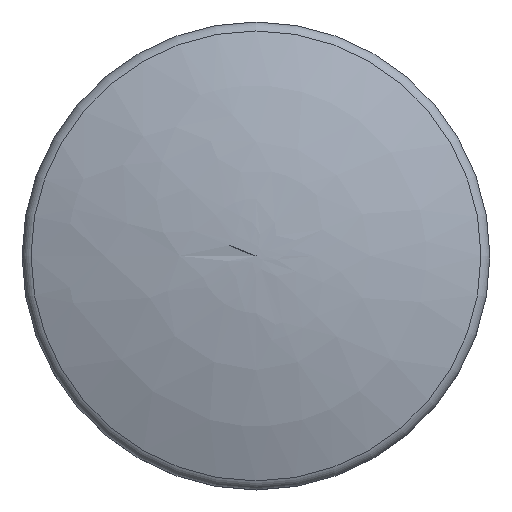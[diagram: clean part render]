
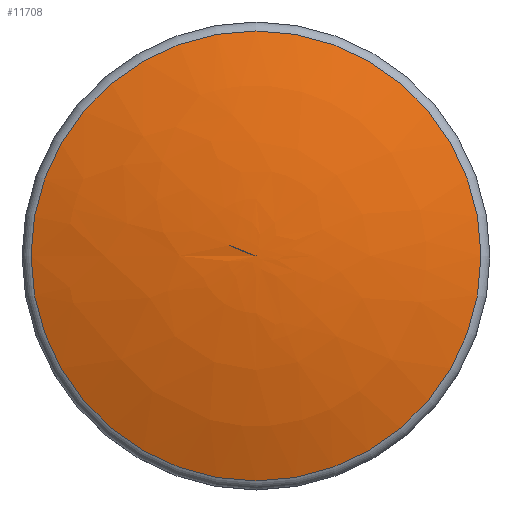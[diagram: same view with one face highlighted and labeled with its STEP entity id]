
A CAD part, top view. The second image highlights one B-rep face of the part: STEP entity #11708.
In plain terms, the highlighted free-form (B-spline) face has degree [2, 2] with [3, 9] control points.
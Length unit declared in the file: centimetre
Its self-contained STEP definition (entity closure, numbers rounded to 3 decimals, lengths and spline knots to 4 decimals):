
#722=(
BOUNDED_SURFACE()
B_SPLINE_SURFACE(2,2,((#16580,#16581,#16582,#16583,#16584,#16585,#16586,
#16587,#16588),(#16589,#16590,#16591,#16592,#16593,#16594,#16595,#16596,
#16597),(#16598,#16599,#16600,#16601,#16602,#16603,#16604,#16605,#16606)),
 .UNSPECIFIED.,.F.,.T.,.F.)
B_SPLINE_SURFACE_WITH_KNOTS((3,3),(3,2,2,2,3),(-1.5607,-1.2218),
(-3.1416,-1.5708,0.,1.5708,3.1416),
 .UNSPECIFIED.)
GEOMETRIC_REPRESENTATION_ITEM()
RATIONAL_B_SPLINE_SURFACE(((1.,0.707,1.,0.707,1.,
0.707,1.,0.707,1.),(0.986,0.697,
0.986,0.697,0.986,0.697,
0.986,0.697,0.986),(1.,0.707,
1.,0.707,1.,0.707,1.,0.707,1.)))
REPRESENTATION_ITEM('')
SURFACE()
);
#729=FACE_OUTER_BOUND('',#1361,.T.);
#1361=EDGE_LOOP('',(#7997,#7998,#7999));
#4639=CIRCLE('',#12362,1.1539);
#4640=CIRCLE('',#12363,3.478);
#4999=VERTEX_POINT('',#16577);
#5000=VERTEX_POINT('',#16607);
#6191=EDGE_CURVE('',#4999,#4999,#4639,.T.);
#6192=EDGE_CURVE('',#4999,#5000,#4640,.T.);
#7997=ORIENTED_EDGE('',*,*,#6191,.F.);
#7998=ORIENTED_EDGE('',*,*,#6192,.T.);
#7999=ORIENTED_EDGE('',*,*,#6192,.F.);
#11708=ADVANCED_FACE('',(#729),#722,.F.);
#12362=AXIS2_PLACEMENT_3D('',#16579,#13342,#13343);
#12363=AXIS2_PLACEMENT_3D('',#16608,#13344,#13345);
#13342=DIRECTION('center_axis',(0.,0.,
-1.));
#13343=DIRECTION('ref_axis',(0.,1.,0.));
#13344=DIRECTION('center_axis',(0.,1.,0.));
#13345=DIRECTION('ref_axis',(-1.,0.,0.));
#16577=CARTESIAN_POINT('',(-1.1539,0.,2.8405));
#16579=CARTESIAN_POINT('Origin',(0.,0.,
2.8405));
#16580=CARTESIAN_POINT('Ctrl Pts',(0.,0.,
3.0499));
#16581=CARTESIAN_POINT('Ctrl Pts',(0.,0.,
3.0499));
#16582=CARTESIAN_POINT('Ctrl Pts',(0.,0.,
3.0499));
#16583=CARTESIAN_POINT('Ctrl Pts',(0.,0.,
3.0499));
#16584=CARTESIAN_POINT('Ctrl Pts',(0.,0.,
3.0499));
#16585=CARTESIAN_POINT('Ctrl Pts',(0.,0.,
3.0499));
#16586=CARTESIAN_POINT('Ctrl Pts',(0.,0.,
3.0499));
#16587=CARTESIAN_POINT('Ctrl Pts',(0.,0.,
3.0499));
#16588=CARTESIAN_POINT('Ctrl Pts',(0.,0.,
3.0499));
#16589=CARTESIAN_POINT('Ctrl Pts',(-0.5949,0.,
3.0439));
#16590=CARTESIAN_POINT('Ctrl Pts',(-0.5949,0.5949,3.0439));
#16591=CARTESIAN_POINT('Ctrl Pts',(0.,0.5949,
3.0439));
#16592=CARTESIAN_POINT('Ctrl Pts',(0.5949,0.5949,
3.0439));
#16593=CARTESIAN_POINT('Ctrl Pts',(0.5949,0.,
3.0439));
#16594=CARTESIAN_POINT('Ctrl Pts',(0.5949,-0.5949,
3.0439));
#16595=CARTESIAN_POINT('Ctrl Pts',(0.,-0.5949,
3.0439));
#16596=CARTESIAN_POINT('Ctrl Pts',(-0.5949,-0.5949,
3.0439));
#16597=CARTESIAN_POINT('Ctrl Pts',(-0.5949,0.,
3.0439));
#16598=CARTESIAN_POINT('Ctrl Pts',(-1.1539,0.,
2.8405));
#16599=CARTESIAN_POINT('Ctrl Pts',(-1.1539,1.1539,2.8405));
#16600=CARTESIAN_POINT('Ctrl Pts',(0.,1.1539,
2.8405));
#16601=CARTESIAN_POINT('Ctrl Pts',(1.1539,1.1539,2.8405));
#16602=CARTESIAN_POINT('Ctrl Pts',(1.1539,0.,
2.8405));
#16603=CARTESIAN_POINT('Ctrl Pts',(1.1539,-1.1539,2.8405));
#16604=CARTESIAN_POINT('Ctrl Pts',(0.,-1.1539,
2.8405));
#16605=CARTESIAN_POINT('Ctrl Pts',(-1.1539,-1.1539,
2.8405));
#16606=CARTESIAN_POINT('Ctrl Pts',(-1.1539,0.,
2.8405));
#16607=CARTESIAN_POINT('',(0.,0.,3.0499));
#16608=CARTESIAN_POINT('Origin',(0.0353,0.,
-0.4279));
